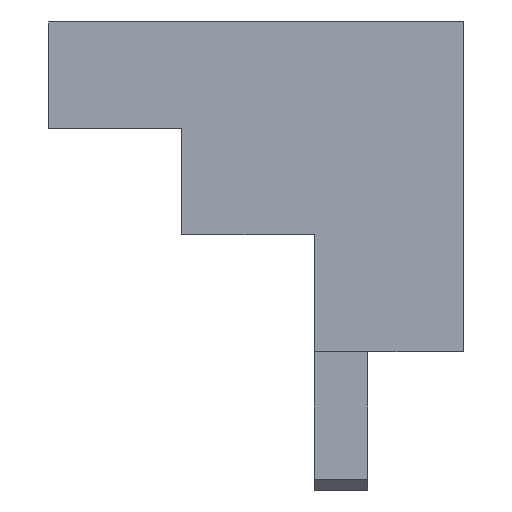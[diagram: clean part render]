
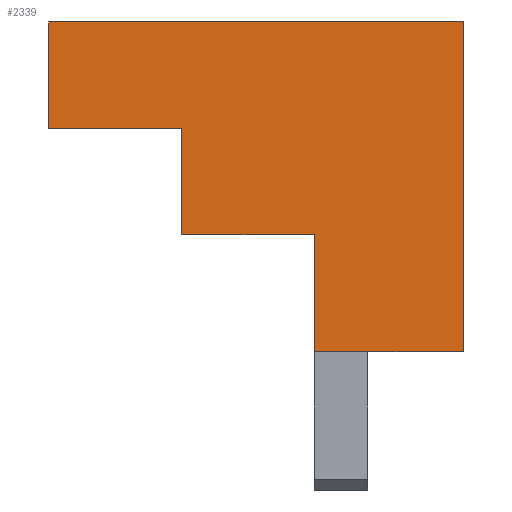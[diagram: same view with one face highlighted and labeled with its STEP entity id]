
A CAD part, left-side view. The second image highlights one B-rep face of the part: STEP entity #2339.
In plain terms, the highlighted planar face has unit normal (-1, 0, 0).
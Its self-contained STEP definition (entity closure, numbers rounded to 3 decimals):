
#2280=AXIS2_PLACEMENT_3D('Plane Axis2P3D',#2277,#2278,#2279) ;
#2183=CARTESIAN_POINT('Vertex',(-35.75,15.5,122.)) ;
#2188=CARTESIAN_POINT('Line Origine',(-35.75,15.5,106.5)) ;
#2192=CARTESIAN_POINT('Vertex',(-35.75,15.5,91.)) ;
#2277=CARTESIAN_POINT('Axis2P3D Location',(-35.75,0.,0.)) ;
#2282=CARTESIAN_POINT('Line Origine',(-35.75,22.5,91.)) ;
#2286=CARTESIAN_POINT('Vertex',(-35.75,29.5,91.)) ;
#2289=CARTESIAN_POINT('Line Origine',(-35.75,35.,122.)) ;
#2293=CARTESIAN_POINT('Vertex',(-35.75,54.5,122.)) ;
#2296=CARTESIAN_POINT('Line Origine',(-35.75,54.5,117.)) ;
#2300=CARTESIAN_POINT('Vertex',(-35.75,54.5,112.)) ;
#2303=CARTESIAN_POINT('Line Origine',(-35.75,48.25,112.)) ;
#2307=CARTESIAN_POINT('Vertex',(-35.75,42.,112.)) ;
#2310=CARTESIAN_POINT('Line Origine',(-35.75,42.,107.)) ;
#2314=CARTESIAN_POINT('Vertex',(-35.75,42.,102.)) ;
#2317=CARTESIAN_POINT('Line Origine',(-35.75,35.75,102.)) ;
#2321=CARTESIAN_POINT('Vertex',(-35.75,29.5,102.)) ;
#2324=CARTESIAN_POINT('Line Origine',(-35.75,29.5,96.5)) ;
#2189=DIRECTION('Vector Direction',(0.,0.,1.)) ;
#2278=DIRECTION('Axis2P3D Direction',(1.,0.,0.)) ;
#2279=DIRECTION('Axis2P3D XDirection',(0.,1.,0.)) ;
#2283=DIRECTION('Vector Direction',(0.,1.,0.)) ;
#2290=DIRECTION('Vector Direction',(0.,1.,0.)) ;
#2297=DIRECTION('Vector Direction',(0.,0.,-1.)) ;
#2304=DIRECTION('Vector Direction',(0.,-1.,0.)) ;
#2311=DIRECTION('Vector Direction',(0.,0.,-1.)) ;
#2318=DIRECTION('Vector Direction',(0.,-1.,0.)) ;
#2325=DIRECTION('Vector Direction',(0.,0.,-1.)) ;
#2190=VECTOR('Line Direction',#2189,1.) ;
#2284=VECTOR('Line Direction',#2283,1.) ;
#2291=VECTOR('Line Direction',#2290,1.) ;
#2298=VECTOR('Line Direction',#2297,1.) ;
#2305=VECTOR('Line Direction',#2304,1.) ;
#2312=VECTOR('Line Direction',#2311,1.) ;
#2319=VECTOR('Line Direction',#2318,1.) ;
#2326=VECTOR('Line Direction',#2325,1.) ;
#2330=ORIENTED_EDGE('',*,*,#2288,.F.) ;
#2331=ORIENTED_EDGE('',*,*,#2194,.F.) ;
#2332=ORIENTED_EDGE('',*,*,#2295,.F.) ;
#2333=ORIENTED_EDGE('',*,*,#2302,.F.) ;
#2334=ORIENTED_EDGE('',*,*,#2309,.F.) ;
#2335=ORIENTED_EDGE('',*,*,#2316,.F.) ;
#2336=ORIENTED_EDGE('',*,*,#2323,.F.) ;
#2337=ORIENTED_EDGE('',*,*,#2328,.F.) ;
#2339=ADVANCED_FACE('Terminali anteriori multicavo MC superiori',(#2338),#2281,.F.) ;
#2194=EDGE_CURVE('',#2184,#2193,#2191,.F.) ;
#2288=EDGE_CURVE('',#2193,#2287,#2285,.T.) ;
#2295=EDGE_CURVE('',#2294,#2184,#2292,.F.) ;
#2302=EDGE_CURVE('',#2301,#2294,#2299,.F.) ;
#2309=EDGE_CURVE('',#2308,#2301,#2306,.F.) ;
#2316=EDGE_CURVE('',#2315,#2308,#2313,.F.) ;
#2323=EDGE_CURVE('',#2322,#2315,#2320,.F.) ;
#2328=EDGE_CURVE('',#2287,#2322,#2327,.F.) ;
#2329=EDGE_LOOP('',(#2330,#2331,#2332,#2333,#2334,#2335,#2336,#2337)) ;
#2338=FACE_OUTER_BOUND('',#2329,.T.) ;
#2191=LINE('Line',#2188,#2190) ;
#2285=LINE('Line',#2282,#2284) ;
#2292=LINE('Line',#2289,#2291) ;
#2299=LINE('Line',#2296,#2298) ;
#2306=LINE('Line',#2303,#2305) ;
#2313=LINE('Line',#2310,#2312) ;
#2320=LINE('Line',#2317,#2319) ;
#2327=LINE('Line',#2324,#2326) ;
#2281=PLANE('',#2280) ;
#2184=VERTEX_POINT('',#2183) ;
#2193=VERTEX_POINT('',#2192) ;
#2287=VERTEX_POINT('',#2286) ;
#2294=VERTEX_POINT('',#2293) ;
#2301=VERTEX_POINT('',#2300) ;
#2308=VERTEX_POINT('',#2307) ;
#2315=VERTEX_POINT('',#2314) ;
#2322=VERTEX_POINT('',#2321) ;
